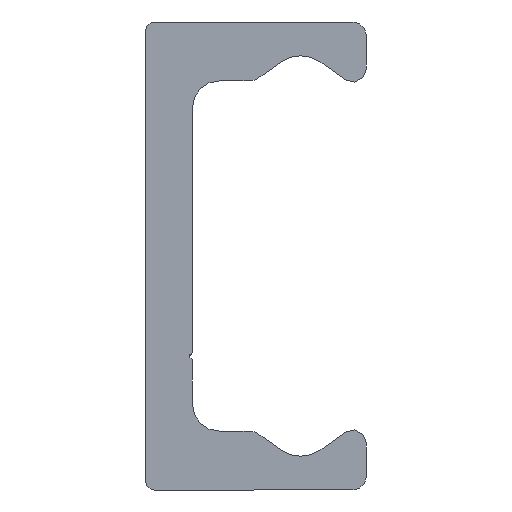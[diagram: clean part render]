
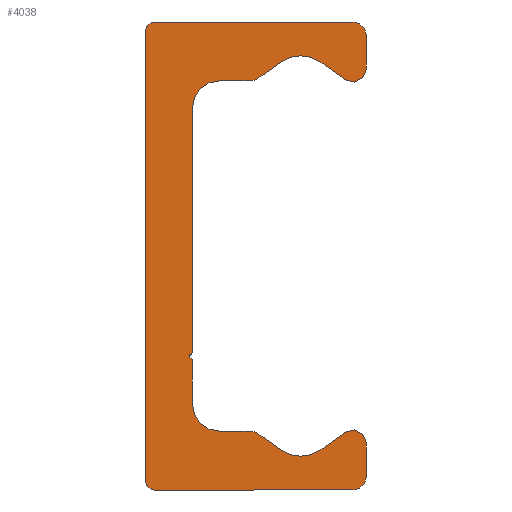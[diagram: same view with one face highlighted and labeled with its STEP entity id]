
A CAD part, left-side view. The second image highlights one B-rep face of the part: STEP entity #4038.
In plain terms, the highlighted planar face has unit normal (-1, 0, 0).
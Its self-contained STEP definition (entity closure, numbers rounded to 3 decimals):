
#2970=CARTESIAN_POINT('',(0.0,4.75,-7.25));
#2971=VERTEX_POINT('',#2970);
#2978=CARTESIAN_POINT('',(0.0,4.75,-7.75));
#2979=VERTEX_POINT('',#2978);
#2980=CARTESIAN_POINT('',(0.0,4.75,-7.5));
#2981=DIRECTION('',(-1.0,0.0,0.0));
#2982=DIRECTION('',(0.0,0.0,1.0));
#2983=AXIS2_PLACEMENT_3D('',#2980,#2981,#2982);
#2984=CIRCLE('',#2983,0.25);
#2985=EDGE_CURVE('',#2971,#2979,#2984,.T.);
#3095=CARTESIAN_POINT('',(0.0,4.75,11.1));
#3096=VERTEX_POINT('',#3095);
#3103=CARTESIAN_POINT('',(0.0,4.75,11.1));
#3104=DIRECTION('',(0.0,0.0,-1.0));
#3105=VECTOR('',#3104,18.35);
#3106=LINE('',#3103,#3105);
#3107=EDGE_CURVE('',#3096,#2971,#3106,.T.);
#3181=CARTESIAN_POINT('',(0.0,7.6,-17.5));
#3182=VERTEX_POINT('',#3181);
#3189=CARTESIAN_POINT('',(0.0,8.25,-16.85));
#3190=VERTEX_POINT('',#3189);
#3191=CARTESIAN_POINT('',(0.0,7.6,-16.85));
#3192=DIRECTION('',(1.0,0.0,0.0));
#3193=DIRECTION('',(0.0,0.0,-1.0));
#3194=AXIS2_PLACEMENT_3D('',#3191,#3192,#3193);
#3195=CIRCLE('',#3194,0.65);
#3196=EDGE_CURVE('',#3182,#3190,#3195,.T.);
#3220=CARTESIAN_POINT('',(0.0,-7.25,-17.5));
#3221=VERTEX_POINT('',#3220);
#3228=CARTESIAN_POINT('',(0.0,-7.25,-17.5));
#3229=DIRECTION('',(0.0,1.0,0.0));
#3230=VECTOR('',#3229,14.85);
#3231=LINE('',#3228,#3230);
#3232=EDGE_CURVE('',#3221,#3182,#3231,.T.);
#3252=CARTESIAN_POINT('',(0.0,-8.25,-16.5));
#3253=VERTEX_POINT('',#3252);
#3260=CARTESIAN_POINT('',(0.0,-7.25,-16.5));
#3261=DIRECTION('',(1.0,0.0,0.0));
#3262=DIRECTION('',(0.0,-1.0,0.0));
#3263=AXIS2_PLACEMENT_3D('',#3260,#3261,#3262);
#3264=CIRCLE('',#3263,1.0);
#3265=EDGE_CURVE('',#3253,#3221,#3264,.T.);
#3284=CARTESIAN_POINT('',(0.0,-8.25,-13.98));
#3285=VERTEX_POINT('',#3284);
#3292=CARTESIAN_POINT('',(0.0,-8.25,-13.98));
#3293=DIRECTION('',(0.0,0.0,-1.0));
#3294=VECTOR('',#3293,2.52);
#3295=LINE('',#3292,#3294);
#3296=EDGE_CURVE('',#3285,#3253,#3295,.T.);
#3316=CARTESIAN_POINT('',(0.0,-6.708,-13.177));
#3317=VERTEX_POINT('',#3316);
#3324=CARTESIAN_POINT('',(0.0,-7.27,-13.98));
#3325=DIRECTION('',(1.0,0.0,0.0));
#3326=DIRECTION('',(0.0,0.574,0.819));
#3327=AXIS2_PLACEMENT_3D('',#3324,#3325,#3326);
#3328=CIRCLE('',#3327,0.98);
#3329=EDGE_CURVE('',#3317,#3285,#3328,.T.);
#3348=CARTESIAN_POINT('',(0.0,-4.784,-14.524));
#3349=VERTEX_POINT('',#3348);
#3356=CARTESIAN_POINT('',(0.0,-4.784,-14.524));
#3357=DIRECTION('',(0.0,-0.819,0.574));
#3358=VECTOR('',#3357,2.349);
#3359=LINE('',#3356,#3358);
#3360=EDGE_CURVE('',#3349,#3317,#3359,.T.);
#3380=CARTESIAN_POINT('',(0.0,-1.916,-14.524));
#3381=VERTEX_POINT('',#3380);
#3388=CARTESIAN_POINT('',(0.0,-3.35,-12.477));
#3389=DIRECTION('',(-1.0,0.0,0.0));
#3390=DIRECTION('',(0.0,0.574,0.819));
#3391=AXIS2_PLACEMENT_3D('',#3388,#3389,#3390);
#3392=CIRCLE('',#3391,2.5);
#3393=EDGE_CURVE('',#3381,#3349,#3392,.T.);
#3412=CARTESIAN_POINT('',(0.0,-0.14,-13.281));
#3413=VERTEX_POINT('',#3412);
#3420=CARTESIAN_POINT('',(0.0,-0.14,-13.281));
#3421=DIRECTION('',(0.0,-0.819,-0.574));
#3422=VECTOR('',#3421,2.168);
#3423=LINE('',#3420,#3422);
#3424=EDGE_CURVE('',#3413,#3381,#3423,.T.);
#3444=CARTESIAN_POINT('',(0.0,0.433,-13.1));
#3445=VERTEX_POINT('',#3444);
#3452=CARTESIAN_POINT('',(0.0,0.433,-14.1));
#3453=DIRECTION('',(1.0,0.0,0.0));
#3454=DIRECTION('',(0.0,0.0,1.0));
#3455=AXIS2_PLACEMENT_3D('',#3452,#3453,#3454);
#3456=CIRCLE('',#3455,1.);
#3457=EDGE_CURVE('',#3445,#3413,#3456,.T.);
#3476=CARTESIAN_POINT('',(0.0,2.75,-13.1));
#3477=VERTEX_POINT('',#3476);
#3484=CARTESIAN_POINT('',(0.0,2.75,-13.1));
#3485=DIRECTION('',(0.0,-1.0,0.0));
#3486=VECTOR('',#3485,2.317);
#3487=LINE('',#3484,#3486);
#3488=EDGE_CURVE('',#3477,#3445,#3487,.T.);
#3508=CARTESIAN_POINT('',(0.0,4.75,-11.1));
#3509=VERTEX_POINT('',#3508);
#3516=CARTESIAN_POINT('',(0.0,2.75,-11.1));
#3517=DIRECTION('',(-1.0,0.0,0.0));
#3518=DIRECTION('',(0.0,0.0,1.0));
#3519=AXIS2_PLACEMENT_3D('',#3516,#3517,#3518);
#3520=CIRCLE('',#3519,2.0);
#3521=EDGE_CURVE('',#3509,#3477,#3520,.T.);
#3539=CARTESIAN_POINT('',(0.0,4.75,-7.75));
#3540=DIRECTION('',(0.0,0.0,-1.0));
#3541=VECTOR('',#3540,3.35);
#3542=LINE('',#3539,#3541);
#3543=EDGE_CURVE('',#2979,#3509,#3542,.T.);
#3563=CARTESIAN_POINT('',(0.0,2.75,13.1));
#3564=VERTEX_POINT('',#3563);
#3571=CARTESIAN_POINT('',(0.0,2.75,11.1));
#3572=DIRECTION('',(-1.0,0.0,0.0));
#3573=DIRECTION('',(0.0,-1.0,0.0));
#3574=AXIS2_PLACEMENT_3D('',#3571,#3572,#3573);
#3575=CIRCLE('',#3574,2.0);
#3576=EDGE_CURVE('',#3564,#3096,#3575,.T.);
#3595=CARTESIAN_POINT('',(0.0,0.433,13.1));
#3596=VERTEX_POINT('',#3595);
#3603=CARTESIAN_POINT('',(0.0,0.433,13.1));
#3604=DIRECTION('',(0.0,1.0,0.0));
#3605=VECTOR('',#3604,2.317);
#3606=LINE('',#3603,#3605);
#3607=EDGE_CURVE('',#3596,#3564,#3606,.T.);
#3627=CARTESIAN_POINT('',(0.0,-0.14,13.281));
#3628=VERTEX_POINT('',#3627);
#3635=CARTESIAN_POINT('',(0.0,0.433,14.1));
#3636=DIRECTION('',(1.0,0.0,0.0));
#3637=DIRECTION('',(0.0,-0.574,-0.819));
#3638=AXIS2_PLACEMENT_3D('',#3635,#3636,#3637);
#3639=CIRCLE('',#3638,1.);
#3640=EDGE_CURVE('',#3628,#3596,#3639,.T.);
#3659=CARTESIAN_POINT('',(0.0,-1.916,14.524));
#3660=VERTEX_POINT('',#3659);
#3667=CARTESIAN_POINT('',(0.0,-1.916,14.524));
#3668=DIRECTION('',(0.0,0.819,-0.574));
#3669=VECTOR('',#3668,2.168);
#3670=LINE('',#3667,#3669);
#3671=EDGE_CURVE('',#3660,#3628,#3670,.T.);
#3691=CARTESIAN_POINT('',(0.0,-4.784,14.524));
#3692=VERTEX_POINT('',#3691);
#3699=CARTESIAN_POINT('',(0.0,-3.35,12.477));
#3700=DIRECTION('',(-1.0,0.0,0.0));
#3701=DIRECTION('',(0.0,-0.574,-0.819));
#3702=AXIS2_PLACEMENT_3D('',#3699,#3700,#3701);
#3703=CIRCLE('',#3702,2.5);
#3704=EDGE_CURVE('',#3692,#3660,#3703,.T.);
#3723=CARTESIAN_POINT('',(0.0,-6.708,13.177));
#3724=VERTEX_POINT('',#3723);
#3731=CARTESIAN_POINT('',(0.0,-6.708,13.177));
#3732=DIRECTION('',(0.0,0.819,0.574));
#3733=VECTOR('',#3732,2.349);
#3734=LINE('',#3731,#3733);
#3735=EDGE_CURVE('',#3724,#3692,#3734,.T.);
#3755=CARTESIAN_POINT('',(0.0,-8.25,13.98));
#3756=VERTEX_POINT('',#3755);
#3763=CARTESIAN_POINT('',(0.0,-7.27,13.98));
#3764=DIRECTION('',(1.0,0.0,0.0));
#3765=DIRECTION('',(0.0,-1.0,0.0));
#3766=AXIS2_PLACEMENT_3D('',#3763,#3764,#3765);
#3767=CIRCLE('',#3766,0.98);
#3768=EDGE_CURVE('',#3756,#3724,#3767,.T.);
#3787=CARTESIAN_POINT('',(0.0,-8.25,16.5));
#3788=VERTEX_POINT('',#3787);
#3795=CARTESIAN_POINT('',(0.0,-8.25,16.5));
#3796=DIRECTION('',(0.0,0.0,-1.0));
#3797=VECTOR('',#3796,2.52);
#3798=LINE('',#3795,#3797);
#3799=EDGE_CURVE('',#3788,#3756,#3798,.T.);
#3819=CARTESIAN_POINT('',(0.0,-7.25,17.5));
#3820=VERTEX_POINT('',#3819);
#3827=CARTESIAN_POINT('',(0.0,-7.25,16.5));
#3828=DIRECTION('',(1.0,0.0,0.0));
#3829=DIRECTION('',(0.0,0.0,1.0));
#3830=AXIS2_PLACEMENT_3D('',#3827,#3828,#3829);
#3831=CIRCLE('',#3830,1.0);
#3832=EDGE_CURVE('',#3820,#3788,#3831,.T.);
#3851=CARTESIAN_POINT('',(0.0,7.6,17.5));
#3852=VERTEX_POINT('',#3851);
#3859=CARTESIAN_POINT('',(0.0,7.6,17.5));
#3860=DIRECTION('',(0.0,-1.0,0.0));
#3861=VECTOR('',#3860,14.85);
#3862=LINE('',#3859,#3861);
#3863=EDGE_CURVE('',#3852,#3820,#3862,.T.);
#3883=CARTESIAN_POINT('',(0.0,8.25,16.85));
#3884=VERTEX_POINT('',#3883);
#3891=CARTESIAN_POINT('',(0.0,7.6,16.85));
#3892=DIRECTION('',(1.0,0.0,0.0));
#3893=DIRECTION('',(0.0,1.0,0.0));
#3894=AXIS2_PLACEMENT_3D('',#3891,#3892,#3893);
#3895=CIRCLE('',#3894,0.65);
#3896=EDGE_CURVE('',#3884,#3852,#3895,.T.);
#3914=CARTESIAN_POINT('',(0.0,8.25,-16.85));
#3915=DIRECTION('',(0.0,0.0,1.0));
#3916=VECTOR('',#3915,33.7);
#3917=LINE('',#3914,#3916);
#3918=EDGE_CURVE('',#3190,#3884,#3917,.T.);
#4005=CARTESIAN_POINT('',(0.0,2.258,-0.017));
#4006=DIRECTION('',(1.0,0.0,0.0));
#4007=DIRECTION('',(0.0,0.0,-1.0));
#4008=AXIS2_PLACEMENT_3D('',#4005,#4006,#4007);
#4009=PLANE('',#4008);
#4010=ORIENTED_EDGE('',*,*,#3918,.F.);
#4011=ORIENTED_EDGE('',*,*,#3196,.F.);
#4012=ORIENTED_EDGE('',*,*,#3232,.F.);
#4013=ORIENTED_EDGE('',*,*,#3265,.F.);
#4014=ORIENTED_EDGE('',*,*,#3296,.F.);
#4015=ORIENTED_EDGE('',*,*,#3329,.F.);
#4016=ORIENTED_EDGE('',*,*,#3360,.F.);
#4017=ORIENTED_EDGE('',*,*,#3393,.F.);
#4018=ORIENTED_EDGE('',*,*,#3424,.F.);
#4019=ORIENTED_EDGE('',*,*,#3457,.F.);
#4020=ORIENTED_EDGE('',*,*,#3488,.F.);
#4021=ORIENTED_EDGE('',*,*,#3521,.F.);
#4022=ORIENTED_EDGE('',*,*,#3543,.F.);
#4023=ORIENTED_EDGE('',*,*,#2985,.F.);
#4024=ORIENTED_EDGE('',*,*,#3107,.F.);
#4025=ORIENTED_EDGE('',*,*,#3576,.F.);
#4026=ORIENTED_EDGE('',*,*,#3607,.F.);
#4027=ORIENTED_EDGE('',*,*,#3640,.F.);
#4028=ORIENTED_EDGE('',*,*,#3671,.F.);
#4029=ORIENTED_EDGE('',*,*,#3704,.F.);
#4030=ORIENTED_EDGE('',*,*,#3735,.F.);
#4031=ORIENTED_EDGE('',*,*,#3768,.F.);
#4032=ORIENTED_EDGE('',*,*,#3799,.F.);
#4033=ORIENTED_EDGE('',*,*,#3832,.F.);
#4034=ORIENTED_EDGE('',*,*,#3863,.F.);
#4035=ORIENTED_EDGE('',*,*,#3896,.F.);
#4036=EDGE_LOOP('',(#4010,#4011,#4012,#4013,#4014,#4015,#4016,#4017,#4018,#4019,#4020,#4021,#4022,#4023,#4024,#4025,#4026,#4027,#4028,#4029,#4030,#4031,#4032,#4033,#4034,#4035));
#4037=FACE_OUTER_BOUND('',#4036,.T.);
#4038=ADVANCED_FACE('',(#4037),#4009,.F.);
